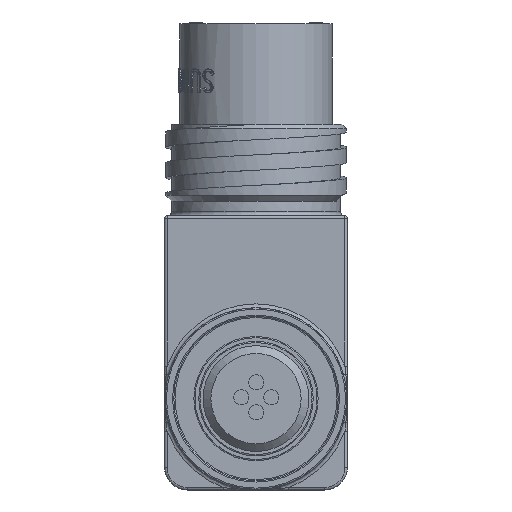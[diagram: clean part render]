
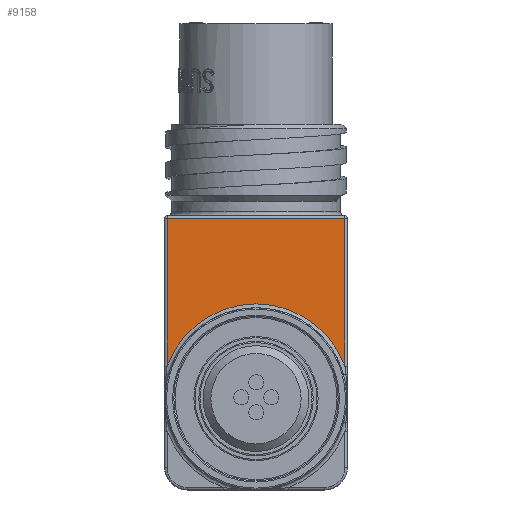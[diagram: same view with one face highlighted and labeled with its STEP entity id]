
A CAD part, front view. The second image highlights one B-rep face of the part: STEP entity #9158.
In plain terms, the highlighted planar face has unit normal (0, -1, 0).
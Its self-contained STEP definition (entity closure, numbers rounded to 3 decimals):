
#554=PLANE('',#10082);
#1021=LINE('',#24482,#1495);
#1022=LINE('',#24484,#1496);
#1023=LINE('',#24487,#1497);
#1495=VECTOR('',#12269,1000.);
#1496=VECTOR('',#12270,1000.);
#1497=VECTOR('',#12273,1000.);
#2043=FACE_OUTER_BOUND('',#2570,.T.);
#2570=EDGE_LOOP('',(#7582,#7583,#7584,#7585));
#3193=CIRCLE('',#10083,9.868);
#4073=VERTEX_POINT('',#24480);
#4074=VERTEX_POINT('',#24481);
#4075=VERTEX_POINT('',#24483);
#4076=VERTEX_POINT('',#24485);
#5301=EDGE_CURVE('',#4073,#4074,#1021,.T.);
#5302=EDGE_CURVE('',#4074,#4075,#1022,.T.);
#5303=EDGE_CURVE('',#4075,#4076,#3193,.T.);
#5304=EDGE_CURVE('',#4076,#4073,#1023,.T.);
#7582=ORIENTED_EDGE('',*,*,#5301,.T.);
#7583=ORIENTED_EDGE('',*,*,#5302,.T.);
#7584=ORIENTED_EDGE('',*,*,#5303,.T.);
#7585=ORIENTED_EDGE('',*,*,#5304,.T.);
#9158=ADVANCED_FACE('',(#2043),#554,.F.);
#10082=AXIS2_PLACEMENT_3D('',#24479,#12267,#12268);
#10083=AXIS2_PLACEMENT_3D('',#24486,#12271,#12272);
#12267=DIRECTION('center_axis',(0.,1.,0.));
#12268=DIRECTION('ref_axis',(1.,0.,0.));
#12269=DIRECTION('',(-1.,0.,0.));
#12270=DIRECTION('',(0.,0.,-1.));
#12271=DIRECTION('center_axis',(0.,1.,0.));
#12272=DIRECTION('ref_axis',(1.,0.,0.));
#12273=DIRECTION('',(0.,0.,1.));
#24479=CARTESIAN_POINT('Origin',(19.05,-19.05,-0.023));
#24480=CARTESIAN_POINT('',(18.796,-19.05,-9.802));
#24481=CARTESIAN_POINT('',(0.254,-19.05,-9.802));
#24482=CARTESIAN_POINT('',(0.,-19.05,-9.802));
#24483=CARTESIAN_POINT('',(0.254,-19.05,-25.218));
#24484=CARTESIAN_POINT('',(0.254,-19.05,-26.019));
#24485=CARTESIAN_POINT('',(18.796,-19.05,-25.218));
#24486=CARTESIAN_POINT('Origin',(9.525,-19.05,-28.598));
#24487=CARTESIAN_POINT('',(18.796,-19.05,-0.023));
